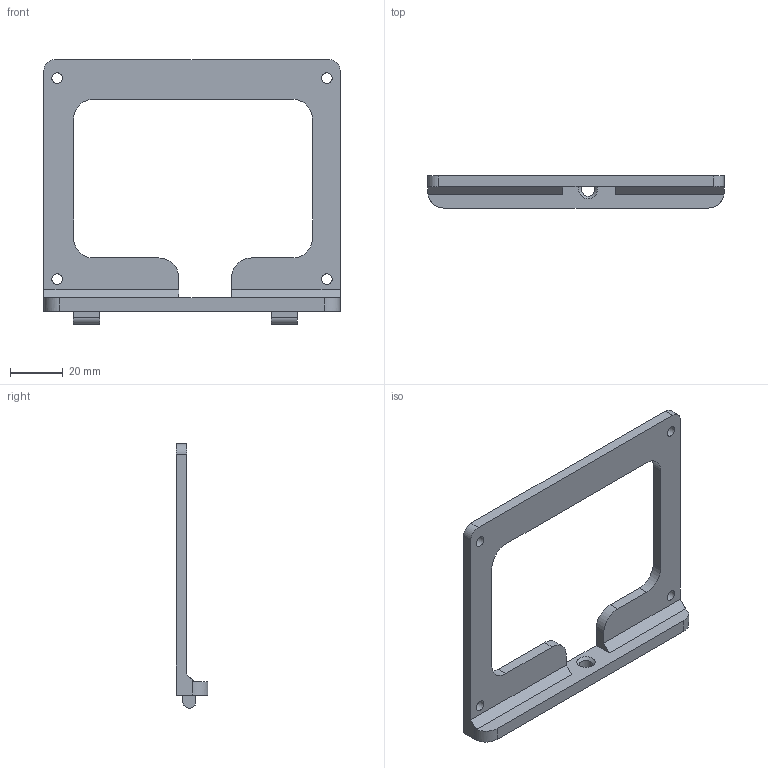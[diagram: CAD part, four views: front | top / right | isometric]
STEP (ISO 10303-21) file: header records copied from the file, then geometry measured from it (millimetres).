
FILE_DESCRIPTION(/* description */ (''),/* implementation_level */ '2;1');
FILE_NAME(/* name */ '21_ATC_Board_Mount_SKR13.step',/* time_stamp */ '2021-01-21T13:44:03+01:00',/* author */ (''),/* organization */ (''),/* preprocessor_version */ 'ST-DEVELOPER v18.1',/* originating_system */ 'Autodesk Translation Framework v9.7.1.1290',/* authorisation */ '');
FILE_SCHEMA (('AUTOMOTIVE_DESIGN { 1 0 10303 214 3 1 1 }'));
Length unit declared in the file: millimetre
Products named in the file (1): ATC_SKR13_BOARD_MOUNT
Bounding box: 112 x 12 x 100.09 mm (x, y, z)
Volume: 24734.4 mm3; surface area: 14828.8 mm2
Topology: 1 solids, 1 shells, 43 faces, 120 edges, 80 vertices
Faces by surface type: plane 25, cylinder 17, cone 1
Full cylindrical faces by diameter (mm): 4 x4, 5 x1
Entity records: 1445 total; most frequent: DIRECTION 246, CARTESIAN_POINT 244, ORIENTED_EDGE 240, EDGE_CURVE 120, LINE 82, VECTOR 82, AXIS2_PLACEMENT_3D 82, VERTEX_POINT 80
